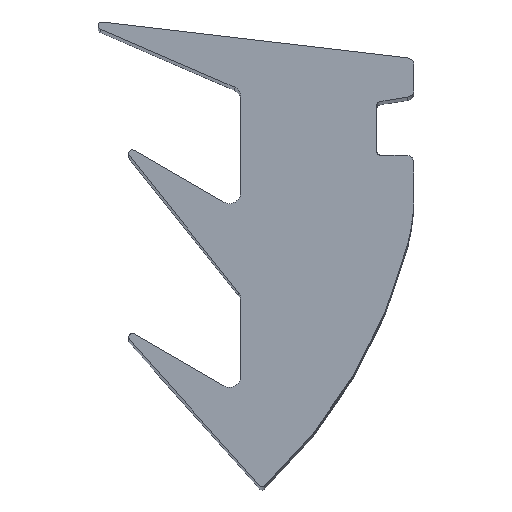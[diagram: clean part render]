
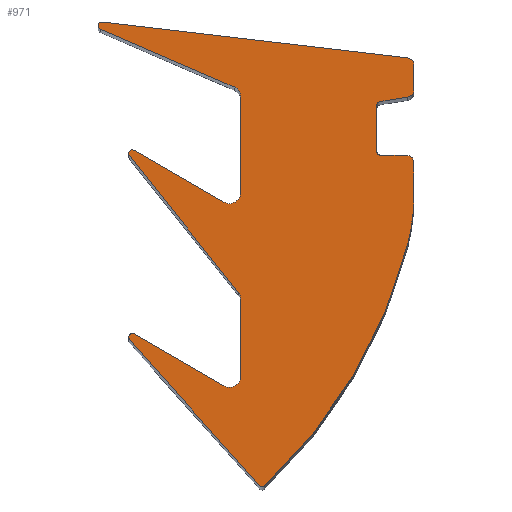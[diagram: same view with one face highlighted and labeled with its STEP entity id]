
A CAD part, top view. The second image highlights one B-rep face of the part: STEP entity #971.
In plain terms, the highlighted planar face has unit normal (0, 0, 1).
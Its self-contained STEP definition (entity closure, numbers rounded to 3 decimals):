
#18=CARTESIAN_POINT('',(0.0,0.0,50.0));
#19=VERTEX_POINT('',#18);
#26=CARTESIAN_POINT('',(-0.143,0.006,50.0));
#27=VERTEX_POINT('',#26);
#28=CARTESIAN_POINT('',(-0.068,0.073,50.0));
#29=DIRECTION('',(0.0,0.0,1.0));
#30=DIRECTION('',(1.0,0.0,0.0));
#31=AXIS2_PLACEMENT_3D('',#28,#29,#30);
#32=CIRCLE('',#31,0.1);
#33=EDGE_CURVE('',#27,#19,#32,.T.);
#58=CARTESIAN_POINT('',(3.824,6.484,50.0));
#59=VERTEX_POINT('',#58);
#66=CARTESIAN_POINT('',(-9.162,9.774,50.0));
#67=DIRECTION('',(0.0,0.0,1.0));
#68=DIRECTION('',(1.0,0.0,0.0));
#69=AXIS2_PLACEMENT_3D('',#66,#67,#68);
#70=CIRCLE('',#69,13.397);
#71=EDGE_CURVE('',#19,#59,#70,.T.);
#91=CARTESIAN_POINT('',(3.981,7.745,50.0));
#92=VERTEX_POINT('',#91);
#99=CARTESIAN_POINT('',(-1.155,7.745,50.0));
#100=DIRECTION('',(0.0,0.0,1.0));
#101=DIRECTION('',(1.0,0.0,0.0));
#102=AXIS2_PLACEMENT_3D('',#99,#100,#101);
#103=CIRCLE('',#102,5.137);
#104=EDGE_CURVE('',#59,#92,#103,.T.);
#123=CARTESIAN_POINT('',(3.981,8.621,50.0));
#124=VERTEX_POINT('',#123);
#131=CARTESIAN_POINT('',(3.981,7.745,50.0));
#132=DIRECTION('',(0.0,1.0,0.0));
#133=VECTOR('',#132,0.876);
#134=LINE('',#131,#133);
#135=EDGE_CURVE('',#92,#124,#134,.T.);
#155=CARTESIAN_POINT('',(3.781,8.821,50.0));
#156=VERTEX_POINT('',#155);
#163=CARTESIAN_POINT('',(3.781,8.621,50.0));
#164=DIRECTION('',(0.0,0.0,1.0));
#165=DIRECTION('',(1.0,0.0,0.0));
#166=AXIS2_PLACEMENT_3D('',#163,#164,#165);
#167=CIRCLE('',#166,0.2);
#168=EDGE_CURVE('',#124,#156,#167,.T.);
#187=CARTESIAN_POINT('',(3.088,8.821,50.0));
#188=VERTEX_POINT('',#187);
#195=CARTESIAN_POINT('',(3.781,8.821,50.0));
#196=DIRECTION('',(-1.0,0.0,0.0));
#197=VECTOR('',#196,0.694);
#198=LINE('',#195,#197);
#199=EDGE_CURVE('',#156,#188,#198,.T.);
#219=CARTESIAN_POINT('',(2.988,8.921,50.0));
#220=VERTEX_POINT('',#219);
#227=CARTESIAN_POINT('',(3.088,8.921,50.0));
#228=DIRECTION('',(0.0,0.0,-1.0));
#229=DIRECTION('',(1.0,0.0,0.0));
#230=AXIS2_PLACEMENT_3D('',#227,#228,#229);
#231=CIRCLE('',#230,0.1);
#232=EDGE_CURVE('',#188,#220,#231,.T.);
#251=CARTESIAN_POINT('',(2.988,10.156,50.0));
#252=VERTEX_POINT('',#251);
#259=CARTESIAN_POINT('',(2.988,8.921,50.0));
#260=DIRECTION('',(0.0,1.0,0.0));
#261=VECTOR('',#260,1.235);
#262=LINE('',#259,#261);
#263=EDGE_CURVE('',#220,#252,#262,.T.);
#283=CARTESIAN_POINT('',(3.072,10.255,50.0));
#284=VERTEX_POINT('',#283);
#291=CARTESIAN_POINT('',(3.088,10.156,50.0));
#292=DIRECTION('',(0.0,0.0,-1.0));
#293=DIRECTION('',(1.0,0.0,0.0));
#294=AXIS2_PLACEMENT_3D('',#291,#292,#293);
#295=CIRCLE('',#294,0.1);
#296=EDGE_CURVE('',#252,#284,#295,.T.);
#315=CARTESIAN_POINT('',(3.813,10.373,50.0));
#316=VERTEX_POINT('',#315);
#323=CARTESIAN_POINT('',(3.072,10.255,50.0));
#324=DIRECTION('',(0.988,0.157,0.0));
#325=VECTOR('',#324,0.75);
#326=LINE('',#323,#325);
#327=EDGE_CURVE('',#284,#316,#326,.T.);
#347=CARTESIAN_POINT('',(3.981,10.571,50.0));
#348=VERTEX_POINT('',#347);
#355=CARTESIAN_POINT('',(3.781,10.571,50.0));
#356=DIRECTION('',(0.0,0.0,1.0));
#357=DIRECTION('',(1.0,0.0,0.0));
#358=AXIS2_PLACEMENT_3D('',#355,#356,#357);
#359=CIRCLE('',#358,0.2);
#360=EDGE_CURVE('',#316,#348,#359,.T.);
#379=CARTESIAN_POINT('',(3.981,11.222,50.0));
#380=VERTEX_POINT('',#379);
#387=CARTESIAN_POINT('',(3.981,10.571,50.0));
#388=DIRECTION('',(0.0,1.0,0.0));
#389=VECTOR('',#388,0.651);
#390=LINE('',#387,#389);
#391=EDGE_CURVE('',#348,#380,#390,.T.);
#411=CARTESIAN_POINT('',(3.805,11.421,50.0));
#412=VERTEX_POINT('',#411);
#419=CARTESIAN_POINT('',(3.781,11.222,50.0));
#420=DIRECTION('',(0.0,0.0,1.0));
#421=DIRECTION('',(1.0,0.0,0.0));
#422=AXIS2_PLACEMENT_3D('',#419,#420,#421);
#423=CIRCLE('',#422,0.2);
#424=EDGE_CURVE('',#380,#412,#423,.T.);
#443=CARTESIAN_POINT('',(-4.34,12.378,50.0));
#444=VERTEX_POINT('',#443);
#451=CARTESIAN_POINT('',(3.805,11.421,50.0));
#452=DIRECTION('',(-0.993,0.117,0.0));
#453=VECTOR('',#452,8.201);
#454=LINE('',#451,#453);
#455=EDGE_CURVE('',#412,#444,#454,.T.);
#475=CARTESIAN_POINT('',(-4.391,12.187,50.0));
#476=VERTEX_POINT('',#475);
#483=CARTESIAN_POINT('',(-4.352,12.279,50.0));
#484=DIRECTION('',(0.0,0.0,1.0));
#485=DIRECTION('',(1.0,0.0,0.0));
#486=AXIS2_PLACEMENT_3D('',#483,#484,#485);
#487=CIRCLE('',#486,0.1);
#488=EDGE_CURVE('',#444,#476,#487,.T.);
#507=CARTESIAN_POINT('',(-0.821,10.645,50.0));
#508=VERTEX_POINT('',#507);
#515=CARTESIAN_POINT('',(-4.391,12.187,50.0));
#516=DIRECTION('',(0.918,-0.396,0.0));
#517=VECTOR('',#516,3.889);
#518=LINE('',#515,#517);
#519=EDGE_CURVE('',#476,#508,#518,.T.);
#539=CARTESIAN_POINT('',(-0.64,10.37,50.0));
#540=VERTEX_POINT('',#539);
#547=CARTESIAN_POINT('',(-0.94,10.37,50.0));
#548=DIRECTION('',(0.0,0.0,-1.0));
#549=DIRECTION('',(1.0,0.0,0.0));
#550=AXIS2_PLACEMENT_3D('',#547,#548,#549);
#551=CIRCLE('',#550,0.3);
#552=EDGE_CURVE('',#508,#540,#551,.T.);
#571=CARTESIAN_POINT('',(-0.64,7.83,50.0));
#572=VERTEX_POINT('',#571);
#579=CARTESIAN_POINT('',(-0.64,10.37,50.0));
#580=DIRECTION('',(0.0,-1.0,0.0));
#581=VECTOR('',#580,2.539);
#582=LINE('',#579,#581);
#583=EDGE_CURVE('',#540,#572,#582,.T.);
#603=CARTESIAN_POINT('',(-1.09,7.571,50.0));
#604=VERTEX_POINT('',#603);
#611=CARTESIAN_POINT('',(-0.94,7.83,50.0));
#612=DIRECTION('',(0.0,0.0,-1.0));
#613=DIRECTION('',(1.0,0.0,0.0));
#614=AXIS2_PLACEMENT_3D('',#611,#612,#613);
#615=CIRCLE('',#614,0.3);
#616=EDGE_CURVE('',#572,#604,#615,.T.);
#635=CARTESIAN_POINT('',(-3.485,8.953,50.0));
#636=VERTEX_POINT('',#635);
#643=CARTESIAN_POINT('',(-1.09,7.571,50.0));
#644=DIRECTION('',(-0.866,0.5,0.0));
#645=VECTOR('',#644,2.765);
#646=LINE('',#643,#645);
#647=EDGE_CURVE('',#604,#636,#646,.T.);
#667=CARTESIAN_POINT('',(-3.613,8.804,50.0));
#668=VERTEX_POINT('',#667);
#675=CARTESIAN_POINT('',(-3.535,8.867,50.0));
#676=DIRECTION('',(0.0,0.0,1.0));
#677=DIRECTION('',(1.0,0.0,0.0));
#678=AXIS2_PLACEMENT_3D('',#675,#676,#677);
#679=CIRCLE('',#678,0.1);
#680=EDGE_CURVE('',#636,#668,#679,.T.);
#699=CARTESIAN_POINT('',(-0.706,5.169,50.0));
#700=VERTEX_POINT('',#699);
#707=CARTESIAN_POINT('',(-3.613,8.804,50.0));
#708=DIRECTION('',(0.625,-0.781,0.0));
#709=VECTOR('',#708,4.655);
#710=LINE('',#707,#709);
#711=EDGE_CURVE('',#668,#700,#710,.T.);
#731=CARTESIAN_POINT('',(-0.64,4.981,50.0));
#732=VERTEX_POINT('',#731);
#739=CARTESIAN_POINT('',(-0.94,4.981,50.0));
#740=DIRECTION('',(0.0,0.0,-1.0));
#741=DIRECTION('',(1.0,0.0,0.0));
#742=AXIS2_PLACEMENT_3D('',#739,#740,#741);
#743=CIRCLE('',#742,0.3);
#744=EDGE_CURVE('',#700,#732,#743,.T.);
#763=CARTESIAN_POINT('',(-0.64,2.928,50.0));
#764=VERTEX_POINT('',#763);
#771=CARTESIAN_POINT('',(-0.64,4.981,50.0));
#772=DIRECTION('',(0.0,-1.0,0.0));
#773=VECTOR('',#772,2.053);
#774=LINE('',#771,#773);
#775=EDGE_CURVE('',#732,#764,#774,.T.);
#795=CARTESIAN_POINT('',(-1.09,2.668,50.0));
#796=VERTEX_POINT('',#795);
#803=CARTESIAN_POINT('',(-0.94,2.928,50.0));
#804=DIRECTION('',(0.0,0.0,-1.0));
#805=DIRECTION('',(1.0,0.0,0.0));
#806=AXIS2_PLACEMENT_3D('',#803,#804,#805);
#807=CIRCLE('',#806,0.3);
#808=EDGE_CURVE('',#764,#796,#807,.T.);
#827=CARTESIAN_POINT('',(-3.485,4.051,50.0));
#828=VERTEX_POINT('',#827);
#835=CARTESIAN_POINT('',(-1.09,2.668,50.0));
#836=DIRECTION('',(-0.866,0.5,0.0));
#837=VECTOR('',#836,2.765);
#838=LINE('',#835,#837);
#839=EDGE_CURVE('',#796,#828,#838,.T.);
#859=CARTESIAN_POINT('',(-3.613,3.902,50.0));
#860=VERTEX_POINT('',#859);
#867=CARTESIAN_POINT('',(-3.535,3.964,50.0));
#868=DIRECTION('',(0.0,0.0,1.0));
#869=DIRECTION('',(1.0,0.0,0.0));
#870=AXIS2_PLACEMENT_3D('',#867,#868,#869);
#871=CIRCLE('',#870,0.1);
#872=EDGE_CURVE('',#828,#860,#871,.T.);
#890=CARTESIAN_POINT('',(-3.613,3.902,50.0));
#891=DIRECTION('',(0.665,-0.747,0.0));
#892=VECTOR('',#891,5.217);
#893=LINE('',#890,#892);
#894=EDGE_CURVE('',#860,#27,#893,.T.);
#936=CARTESIAN_POINT('',(-5.295,-1.268,50.0));
#937=DIRECTION('',(0.0,0.0,1.0));
#938=DIRECTION('',(1.0,0.0,0.0));
#939=AXIS2_PLACEMENT_3D('',#936,#937,#938);
#940=PLANE('',#939);
#941=ORIENTED_EDGE('',*,*,#33,.T.);
#942=ORIENTED_EDGE('',*,*,#71,.T.);
#943=ORIENTED_EDGE('',*,*,#104,.T.);
#944=ORIENTED_EDGE('',*,*,#135,.T.);
#945=ORIENTED_EDGE('',*,*,#168,.T.);
#946=ORIENTED_EDGE('',*,*,#199,.T.);
#947=ORIENTED_EDGE('',*,*,#232,.T.);
#948=ORIENTED_EDGE('',*,*,#263,.T.);
#949=ORIENTED_EDGE('',*,*,#296,.T.);
#950=ORIENTED_EDGE('',*,*,#327,.T.);
#951=ORIENTED_EDGE('',*,*,#360,.T.);
#952=ORIENTED_EDGE('',*,*,#391,.T.);
#953=ORIENTED_EDGE('',*,*,#424,.T.);
#954=ORIENTED_EDGE('',*,*,#455,.T.);
#955=ORIENTED_EDGE('',*,*,#488,.T.);
#956=ORIENTED_EDGE('',*,*,#519,.T.);
#957=ORIENTED_EDGE('',*,*,#552,.T.);
#958=ORIENTED_EDGE('',*,*,#583,.T.);
#959=ORIENTED_EDGE('',*,*,#616,.T.);
#960=ORIENTED_EDGE('',*,*,#647,.T.);
#961=ORIENTED_EDGE('',*,*,#680,.T.);
#962=ORIENTED_EDGE('',*,*,#711,.T.);
#963=ORIENTED_EDGE('',*,*,#744,.T.);
#964=ORIENTED_EDGE('',*,*,#775,.T.);
#965=ORIENTED_EDGE('',*,*,#808,.T.);
#966=ORIENTED_EDGE('',*,*,#839,.T.);
#967=ORIENTED_EDGE('',*,*,#872,.T.);
#968=ORIENTED_EDGE('',*,*,#894,.T.);
#969=EDGE_LOOP('',(#941,#942,#943,#944,#945,#946,#947,#948,#949,#950,#951,#952,#953,#954,#955,#956,#957,#958,#959,#960,#961,#962,#963,#964,#965,#966,#967,#968));
#970=FACE_OUTER_BOUND('',#969,.T.);
#971=ADVANCED_FACE('',(#970),#940,.T.);
